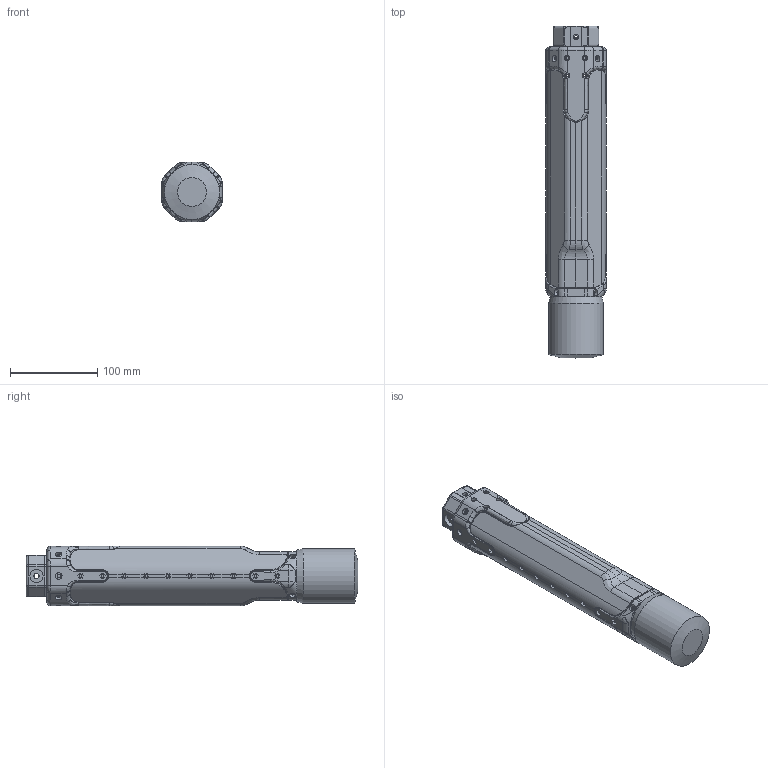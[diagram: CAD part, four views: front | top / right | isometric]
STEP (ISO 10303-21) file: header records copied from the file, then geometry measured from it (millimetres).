
FILE_DESCRIPTION(/* description */ (''),/* implementation_level */ '2;1');
FILE_NAME(/* name */ 'linear-actuator.stp',/* time_stamp */ '2024-01-15T15:28:17-08:00',/* author */ ('generic'),/* organization */ (''),/* preprocessor_version */ 'ST-DEVELOPER v16.5',/* originating_system */ 'Autodesk Inventor 2017',/* authorisation */ '');
FILE_SCHEMA (('AUTOMOTIVE_DESIGN { 1 0 10303 214 3 1 1 }'));
Length unit declared in the file: millimetre
Products named in the file (18): linear-actuator; c6374; coupler; skateboard-bearing; SFU-1204; ballscrew; MOTOR-BRACKET-LINEAR; rail; rail-carriage; la-top-bracket; la-bottom-bracket; la-top-side-bracket; la-top-driven-carriage-strap; la-driver-block; la-center-lock-dual-driver; la-nut-top-bracket; la-sheath; driven-adapter
Assembly tree (28 placements, depth 2):
  linear-actuator
    rail  x4
    rail-carriage  x4
    c6374
    coupler
    skateboard-bearing
    SFU-1204
    ballscrew
    MOTOR-BRACKET-LINEAR
    la-top-bracket
    la-bottom-bracket  x2
    la-top-side-bracket  x2
    la-top-driven-carriage-strap  x2
    la-driver-block  x2
    la-center-lock-dual-driver
    la-nut-top-bracket
    la-sheath  x2
    driven-adapter
Bounding box: 69 x 380 x 68 mm (x, y, z)
Volume: 715838.1 mm3; surface area: 294418.2 mm2
Topology: 28 solids, 28 shells, 2349 faces, 5894 edges, 3620 vertices
Faces by surface type: plane 907, cylinder 797, bspline 433, torus 134, sphere 40, cone 38
Full cylindrical faces by diameter (mm): 3 x94, 4 x65, 4.5 x6, 5 x4, 6 x54, 7.4 x10, 8 x6, 9 x1, 10 x3, 12 x1, 15 x3, 22 x2, 22.4 x1, 24 x1, 25 x2, 63 x1
Entity records: 62566 total; most frequent: CARTESIAN_POINT 24176, DIRECTION 7777, ORIENTED_EDGE 7748, EDGE_CURVE 3874, AXIS2_PLACEMENT_3D 3024, VERTEX_POINT 2472, EDGE_LOOP 2044, LINE 1729
